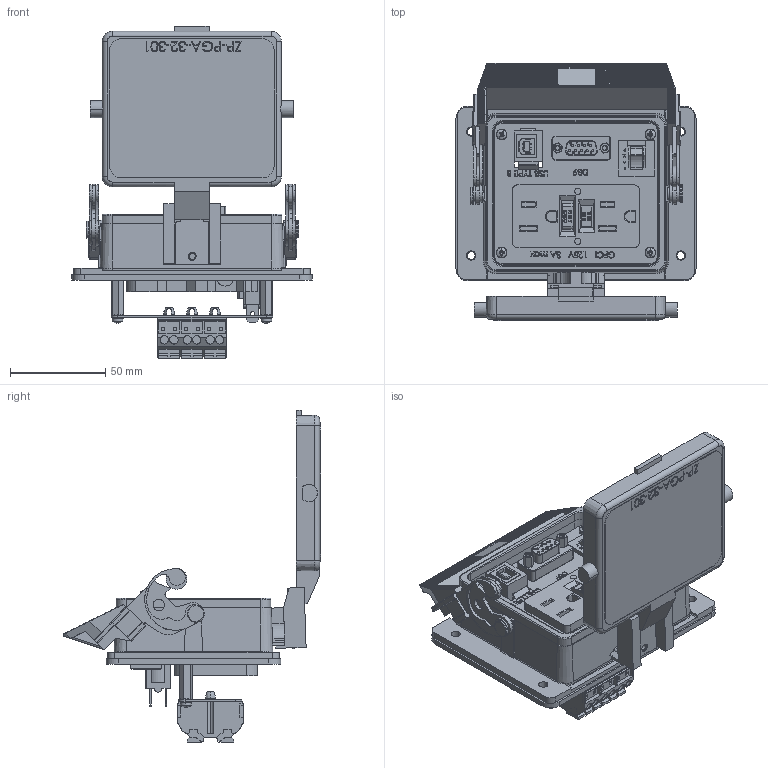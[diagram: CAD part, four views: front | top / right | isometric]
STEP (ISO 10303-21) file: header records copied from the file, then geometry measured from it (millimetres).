
FILE_DESCRIPTION (( 'STEP AP214' ), '1' );
FILE_NAME ('ZP-PGA-32-301.step', '2018-09-05T17:16:17', ( '' ), ( '' ), 'SwSTEP 2.0', 'SolidWorks 2017', '' );
FILE_SCHEMA (( 'AUTOMOTIVE_DESIGN' ));
Length unit declared in the file: inch
Products named in the file (1): ZP-PGA-32-301
Bounding box: 125.98 x 134.96 x 174.16 mm (x, y, z)
Volume: 274950.3 mm3; surface area: 128367.8 mm2
Topology: 1 solids, 19 shells, 4181 faces, 11146 edges, 7256 vertices
Faces by surface type: plane 2655, cylinder 812, bspline 536, cone 84, torus 82, sphere 12
Entity records: 195299 total; most frequent: CARTESIAN_POINT 55205, ORIENTED_EDGE 22276, DIRECTION 18948, EDGE_CURVE 11138, VECTOR 7766, LINE 7766, VERTEX_POINT 7256, AXIS2_PLACEMENT_3D 5591
